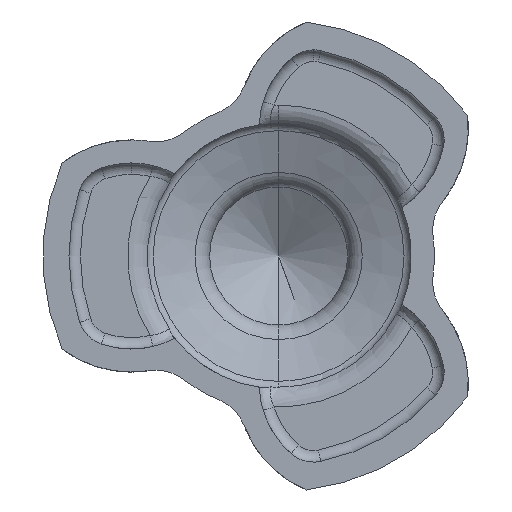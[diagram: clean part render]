
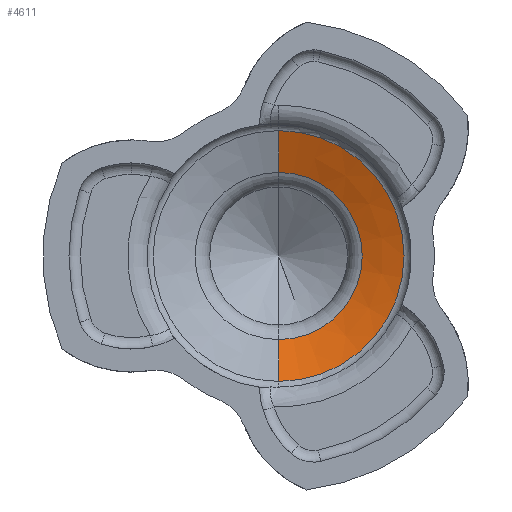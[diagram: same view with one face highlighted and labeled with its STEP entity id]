
A CAD part, left-side view. The second image highlights one B-rep face of the part: STEP entity #4611.
In plain terms, the highlighted conical face has half-angle 68.639 degrees and reference radius 11.544 mm.
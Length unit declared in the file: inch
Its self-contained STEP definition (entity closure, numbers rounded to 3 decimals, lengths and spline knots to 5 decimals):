
#497 = EDGE_CURVE ( 'NONE', #5926, #6761, #1093, .T. ) ;
#1093 = CIRCLE ( 'NONE', #8930, 0.68196 ) ;
#1552 = FACE_OUTER_BOUND ( 'NONE', #6136, .T. ) ;
#1556 = CONICAL_SURFACE ( 'NONE', #8370, 0.45447, 1.198 ) ;
#1753 = CARTESIAN_POINT ( 'NONE',  ( -6.53826, 0., -0.45447 ) ) ;
#1755 = CARTESIAN_POINT ( 'NONE',  ( -6.62723, 0., -0.68196 ) ) ;
#1765 = CARTESIAN_POINT ( 'NONE',  ( -6.53826, 0., 0.45447 ) ) ;
#1770 = DIRECTION ( 'NONE',  ( -0.364, 0., 0.931 ) ) ;
#1983 = CARTESIAN_POINT ( 'NONE',  ( -6.53826, 0., -0.45447 ) ) ;
#1984 = DIRECTION ( 'NONE',  ( -0.364, 0., -0.931 ) ) ;
#1985 = CARTESIAN_POINT ( 'NONE',  ( -6.53826, 0., 0. ) ) ;
#1986 = DIRECTION ( 'NONE',  ( 1., 0., 0. ) ) ;
#1987 = DIRECTION ( 'NONE',  ( 0., 0., -1. ) ) ;
#2696 = LINE ( 'NONE', #1765, #2708 ) ;
#2708 = VECTOR ( 'NONE', #1770, 39.37008 ) ;
#2759 = CIRCLE ( 'NONE', #8460, 0.45447 ) ;
#2761 = LINE ( 'NONE', #1983, #2762 ) ;
#2762 = VECTOR ( 'NONE', #1984, 39.37008 ) ;
#4193 = DIRECTION ( 'NONE',  ( 0., 0., 1. ) ) ;
#4194 = DIRECTION ( 'NONE',  ( -1., 0., 0. ) ) ;
#4197 = CARTESIAN_POINT ( 'NONE',  ( -6.53826, 0., 0. ) ) ;
#4276 = CARTESIAN_POINT ( 'NONE',  ( -6.53826, 0., 0.45447 ) ) ;
#4283 = CARTESIAN_POINT ( 'NONE',  ( -6.62723, 0., 0.68196 ) ) ;
#4611 = ADVANCED_FACE ( 'NONE', ( #1552 ), #1556, .F. ) ;
#5427 = ORIENTED_EDGE ( 'NONE', *, *, #6827, .F. ) ;
#5429 = ORIENTED_EDGE ( 'NONE', *, *, #497, .F. ) ;
#5434 = ORIENTED_EDGE ( 'NONE', *, *, #6891, .T. ) ;
#5464 = ORIENTED_EDGE ( 'NONE', *, *, #6890, .T. ) ;
#5919 = VERTEX_POINT ( 'NONE', #4276 ) ;
#5926 = VERTEX_POINT ( 'NONE', #4283 ) ;
#6136 = EDGE_LOOP ( 'NONE', ( #5434, #5464, #5429, #5427 ) ) ;
#6759 = VERTEX_POINT ( 'NONE', #1753 ) ;
#6761 = VERTEX_POINT ( 'NONE', #1755 ) ;
#6827 = EDGE_CURVE ( 'NONE', #5919, #5926, #2696, .T. ) ;
#6890 = EDGE_CURVE ( 'NONE', #6759, #6761, #2761, .T. ) ;
#6891 = EDGE_CURVE ( 'NONE', #5919, #6759, #2759, .T. ) ;
#8370 = AXIS2_PLACEMENT_3D ( 'NONE', #4197, #4194, #4193 ) ;
#8460 = AXIS2_PLACEMENT_3D ( 'NONE', #1985, #1986, #1987 ) ;
#8930 = AXIS2_PLACEMENT_3D ( 'NONE', #9565, #9566, #9568 ) ;
#9565 = CARTESIAN_POINT ( 'NONE',  ( -6.62723, 0., 0. ) ) ;
#9566 = DIRECTION ( 'NONE',  ( 1., 0., 0. ) ) ;
#9568 = DIRECTION ( 'NONE',  ( 0., 0., -1. ) ) ;
